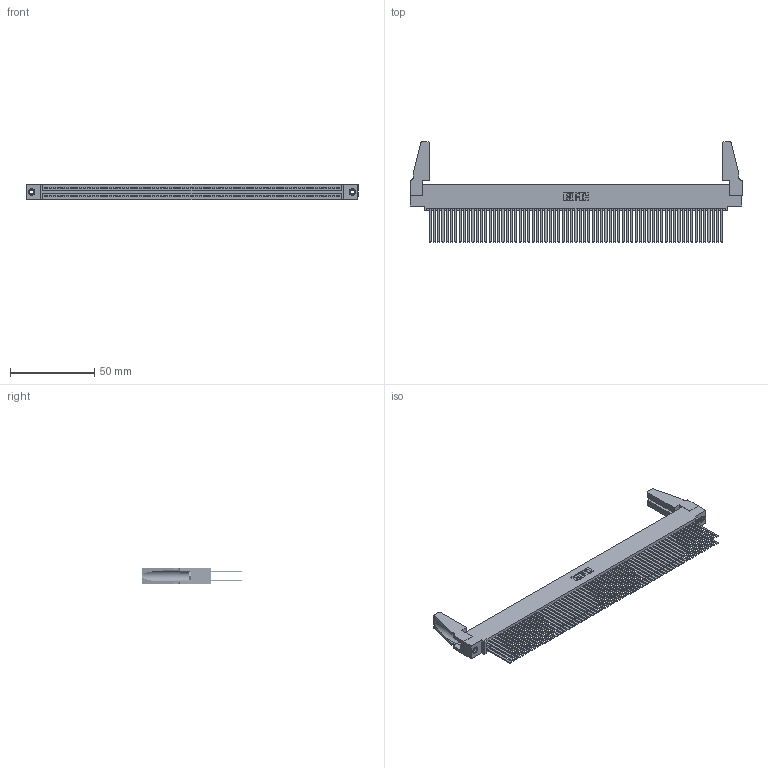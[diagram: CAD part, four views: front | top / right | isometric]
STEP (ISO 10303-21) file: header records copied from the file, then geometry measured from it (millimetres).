
FILE_DESCRIPTION (( 'STEP AP203' ), '1' );
FILE_NAME ('395-138-544-588.STEP', '2019-10-29T21:31:01', ( '' ), ( '' ), 'SwSTEP 2.0', 'SolidWorks 2016', '' );
FILE_SCHEMA (( 'CONFIG_CONTROL_DESIGN' ));
Length unit declared in the file: inch
Products named in the file (5): 395-138-544-588; 345 Part_0.110 Offset - 0.156 Dia-TH; 345-292-001_345-293-144; 345-250-001_345-250-001-102; 345-220-078_345-220-088
Assembly tree (143 placements, depth 2):
  395-138-544-588
    345 Part_0.110 Offset - 0.156 Dia-TH
    345-292-001_345-293-144  x138
    345-250-001_345-250-001-102  x2
    345-220-078_345-220-088  x2
Bounding box: 196.49 x 59.61 x 9.4 mm (x, y, z)
Volume: 24451.9 mm3; surface area: 40744.1 mm2
Topology: 143 solids, 143 shells, 6326 faces, 18745 edges, 12302 vertices
Faces by surface type: plane 4158, cylinder 2152, cone 12, torus 4
Entity records: 52600 total; most frequent: CARTESIAN_POINT 8786, ORIENTED_EDGE 8680, DIRECTION 7716, EDGE_CURVE 4340, LINE 3894, VECTOR 3894, VERTEX_POINT 2886, AXIS2_PLACEMENT_3D 1911
